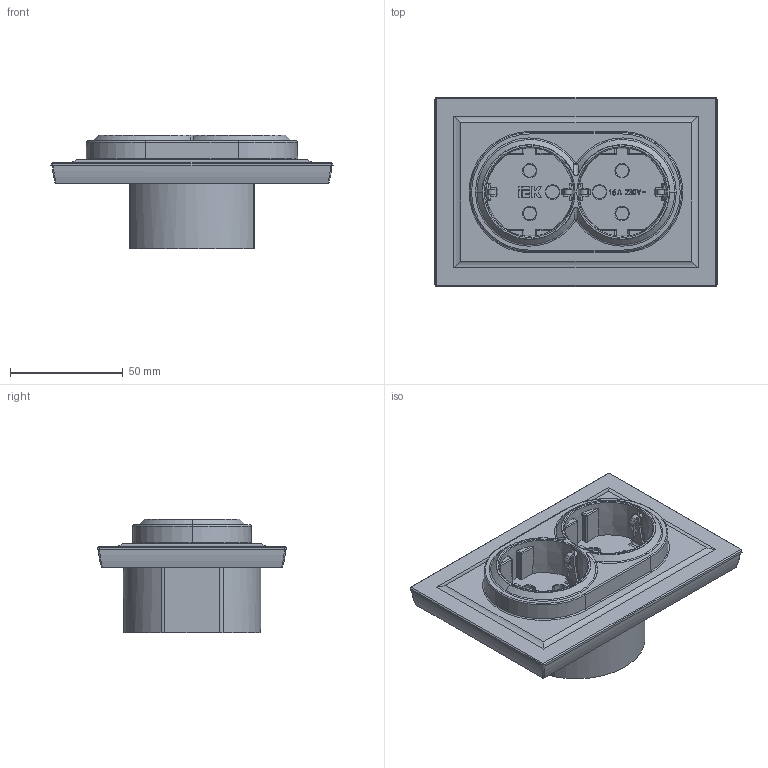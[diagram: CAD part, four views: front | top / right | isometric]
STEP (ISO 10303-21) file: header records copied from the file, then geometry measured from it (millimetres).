
FILE_DESCRIPTION (( 'STEP AP214' ), '1' );
FILE_NAME ('ø 16À â ñá. ÐÑ12-3.STEP', '2025-04-02T10:41:22', ( '' ), ( '' ), 'SwSTEP 2.0', 'SolidWorks 2022', '' );
FILE_SCHEMA (( 'AUTOMOTIVE_DESIGN' ));
Length unit declared in the file: millimetre
Products named in the file (1): ш 16А в сб. РС12-3
Bounding box: 125.1 x 84.1 x 50.5 mm (x, y, z)
Volume: 175040.9 mm3; surface area: 69494.9 mm2
Topology: 2 solids, 5 shells, 1422 faces, 3823 edges, 2435 vertices
Faces by surface type: plane 772, cylinder 334, torus 179, bspline 76, cone 51, sphere 10
Entity records: 48857 total; most frequent: CARTESIAN_POINT 13779, ORIENTED_EDGE 7626, DIRECTION 6972, EDGE_CURVE 3813, VERTEX_POINT 2435, AXIS2_PLACEMENT_3D 2338, LINE 2296, VECTOR 2296
